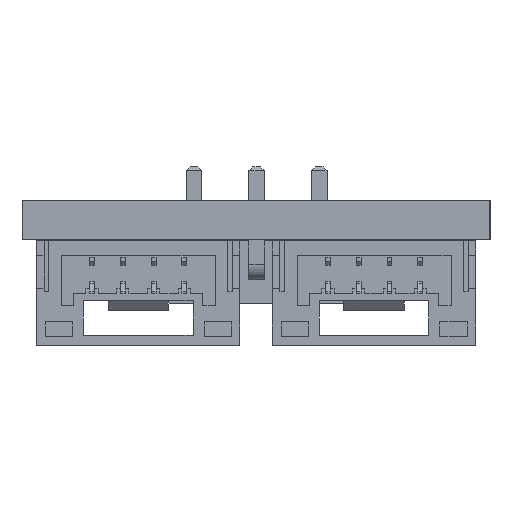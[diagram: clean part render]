
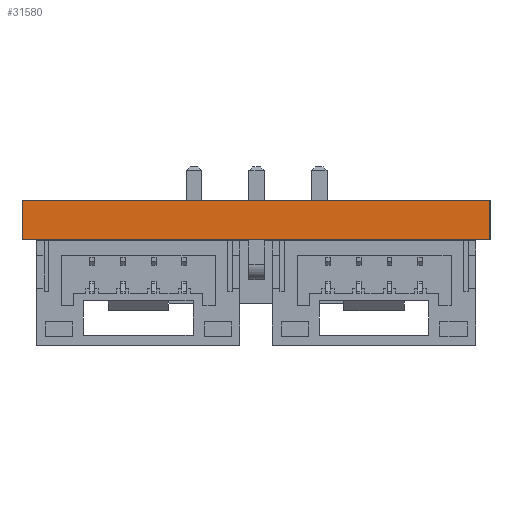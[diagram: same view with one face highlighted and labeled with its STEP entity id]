
A CAD part, left-side view. The second image highlights one B-rep face of the part: STEP entity #31580.
In plain terms, the highlighted planar face has unit normal (-1, 0, 0).
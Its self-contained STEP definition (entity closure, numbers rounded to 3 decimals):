
#31464 = EDGE_CURVE('',#31465,#31467,#31469,.T.);
#31465 = VERTEX_POINT('',#31466);
#31466 = CARTESIAN_POINT('',(-21.59,9.525,0.));
#31467 = VERTEX_POINT('',#31468);
#31468 = CARTESIAN_POINT('',(-21.59,9.525,1.6));
#31469 = SURFACE_CURVE('',#31470,(#31474,#31486),.PCURVE_S1.);
#31470 = LINE('',#31471,#31472);
#31471 = CARTESIAN_POINT('',(-21.59,9.525,0.));
#31472 = VECTOR('',#31473,1.);
#31473 = DIRECTION('',(0.,0.,1.));
#31474 = PCURVE('',#31475,#31480);
#31475 = PLANE('',#31476);
#31476 = AXIS2_PLACEMENT_3D('',#31477,#31478,#31479);
#31477 = CARTESIAN_POINT('',(-21.59,9.525,0.));
#31478 = DIRECTION('',(0.,1.,0.));
#31479 = DIRECTION('',(1.,0.,0.));
#31480 = DEFINITIONAL_REPRESENTATION('',(#31481),#31485);
#31481 = LINE('',#31482,#31483);
#31482 = CARTESIAN_POINT('',(0.,0.));
#31483 = VECTOR('',#31484,1.);
#31484 = DIRECTION('',(0.,-1.));
#31485 = ( GEOMETRIC_REPRESENTATION_CONTEXT(2) 
PARAMETRIC_REPRESENTATION_CONTEXT() REPRESENTATION_CONTEXT('2D SPACE',''
  ) );
#31486 = PCURVE('',#31487,#31492);
#31487 = PLANE('',#31488);
#31488 = AXIS2_PLACEMENT_3D('',#31489,#31490,#31491);
#31489 = CARTESIAN_POINT('',(-21.59,-9.475,0.));
#31490 = DIRECTION('',(-1.,0.,0.));
#31491 = DIRECTION('',(0.,1.,0.));
#31492 = DEFINITIONAL_REPRESENTATION('',(#31493),#31497);
#31493 = LINE('',#31494,#31495);
#31494 = CARTESIAN_POINT('',(19.,0.));
#31495 = VECTOR('',#31496,1.);
#31496 = DIRECTION('',(0.,-1.));
#31497 = ( GEOMETRIC_REPRESENTATION_CONTEXT(2) 
PARAMETRIC_REPRESENTATION_CONTEXT() REPRESENTATION_CONTEXT('2D SPACE',''
  ) );
#31515 = PLANE('',#31516);
#31516 = AXIS2_PLACEMENT_3D('',#31517,#31518,#31519);
#31517 = CARTESIAN_POINT('',(-2.84,0.025,1.6));
#31518 = DIRECTION('',(-0.,-0.,-1.));
#31519 = DIRECTION('',(-1.,0.,0.));
#31569 = PLANE('',#31570);
#31570 = AXIS2_PLACEMENT_3D('',#31571,#31572,#31573);
#31571 = CARTESIAN_POINT('',(-2.84,0.025,0.));
#31572 = DIRECTION('',(-0.,-0.,-1.));
#31573 = DIRECTION('',(-1.,0.,0.));
#31580 = ADVANCED_FACE('',(#31581),#31487,.T.);
#31581 = FACE_BOUND('',#31582,.T.);
#31582 = EDGE_LOOP('',(#31583,#31613,#31634,#31635));
#31583 = ORIENTED_EDGE('',*,*,#31584,.T.);
#31584 = EDGE_CURVE('',#31585,#31587,#31589,.T.);
#31585 = VERTEX_POINT('',#31586);
#31586 = CARTESIAN_POINT('',(-21.59,-9.475,0.));
#31587 = VERTEX_POINT('',#31588);
#31588 = CARTESIAN_POINT('',(-21.59,-9.475,1.6));
#31589 = SURFACE_CURVE('',#31590,(#31594,#31601),.PCURVE_S1.);
#31590 = LINE('',#31591,#31592);
#31591 = CARTESIAN_POINT('',(-21.59,-9.475,0.));
#31592 = VECTOR('',#31593,1.);
#31593 = DIRECTION('',(0.,0.,1.));
#31594 = PCURVE('',#31487,#31595);
#31595 = DEFINITIONAL_REPRESENTATION('',(#31596),#31600);
#31596 = LINE('',#31597,#31598);
#31597 = CARTESIAN_POINT('',(0.,0.));
#31598 = VECTOR('',#31599,1.);
#31599 = DIRECTION('',(0.,-1.));
#31600 = ( GEOMETRIC_REPRESENTATION_CONTEXT(2) 
PARAMETRIC_REPRESENTATION_CONTEXT() REPRESENTATION_CONTEXT('2D SPACE',''
  ) );
#31601 = PCURVE('',#31602,#31607);
#31602 = PLANE('',#31603);
#31603 = AXIS2_PLACEMENT_3D('',#31604,#31605,#31606);
#31604 = CARTESIAN_POINT('',(15.91,-9.475,0.));
#31605 = DIRECTION('',(0.,-1.,0.));
#31606 = DIRECTION('',(-1.,0.,0.));
#31607 = DEFINITIONAL_REPRESENTATION('',(#31608),#31612);
#31608 = LINE('',#31609,#31610);
#31609 = CARTESIAN_POINT('',(37.5,0.));
#31610 = VECTOR('',#31611,1.);
#31611 = DIRECTION('',(0.,-1.));
#31612 = ( GEOMETRIC_REPRESENTATION_CONTEXT(2) 
PARAMETRIC_REPRESENTATION_CONTEXT() REPRESENTATION_CONTEXT('2D SPACE',''
  ) );
#31613 = ORIENTED_EDGE('',*,*,#31614,.T.);
#31614 = EDGE_CURVE('',#31587,#31467,#31615,.T.);
#31615 = SURFACE_CURVE('',#31616,(#31620,#31627),.PCURVE_S1.);
#31616 = LINE('',#31617,#31618);
#31617 = CARTESIAN_POINT('',(-21.59,-9.475,1.6));
#31618 = VECTOR('',#31619,1.);
#31619 = DIRECTION('',(0.,1.,0.));
#31620 = PCURVE('',#31487,#31621);
#31621 = DEFINITIONAL_REPRESENTATION('',(#31622),#31626);
#31622 = LINE('',#31623,#31624);
#31623 = CARTESIAN_POINT('',(0.,-1.6));
#31624 = VECTOR('',#31625,1.);
#31625 = DIRECTION('',(1.,0.));
#31626 = ( GEOMETRIC_REPRESENTATION_CONTEXT(2) 
PARAMETRIC_REPRESENTATION_CONTEXT() REPRESENTATION_CONTEXT('2D SPACE',''
  ) );
#31627 = PCURVE('',#31515,#31628);
#31628 = DEFINITIONAL_REPRESENTATION('',(#31629),#31633);
#31629 = LINE('',#31630,#31631);
#31630 = CARTESIAN_POINT('',(18.75,-9.5));
#31631 = VECTOR('',#31632,1.);
#31632 = DIRECTION('',(0.,1.));
#31633 = ( GEOMETRIC_REPRESENTATION_CONTEXT(2) 
PARAMETRIC_REPRESENTATION_CONTEXT() REPRESENTATION_CONTEXT('2D SPACE',''
  ) );
#31634 = ORIENTED_EDGE('',*,*,#31464,.F.);
#31635 = ORIENTED_EDGE('',*,*,#31636,.F.);
#31636 = EDGE_CURVE('',#31585,#31465,#31637,.T.);
#31637 = SURFACE_CURVE('',#31638,(#31642,#31649),.PCURVE_S1.);
#31638 = LINE('',#31639,#31640);
#31639 = CARTESIAN_POINT('',(-21.59,-9.475,0.));
#31640 = VECTOR('',#31641,1.);
#31641 = DIRECTION('',(0.,1.,0.));
#31642 = PCURVE('',#31487,#31643);
#31643 = DEFINITIONAL_REPRESENTATION('',(#31644),#31648);
#31644 = LINE('',#31645,#31646);
#31645 = CARTESIAN_POINT('',(0.,0.));
#31646 = VECTOR('',#31647,1.);
#31647 = DIRECTION('',(1.,0.));
#31648 = ( GEOMETRIC_REPRESENTATION_CONTEXT(2) 
PARAMETRIC_REPRESENTATION_CONTEXT() REPRESENTATION_CONTEXT('2D SPACE',''
  ) );
#31649 = PCURVE('',#31569,#31650);
#31650 = DEFINITIONAL_REPRESENTATION('',(#31651),#31655);
#31651 = LINE('',#31652,#31653);
#31652 = CARTESIAN_POINT('',(18.75,-9.5));
#31653 = VECTOR('',#31654,1.);
#31654 = DIRECTION('',(0.,1.));
#31655 = ( GEOMETRIC_REPRESENTATION_CONTEXT(2) 
PARAMETRIC_REPRESENTATION_CONTEXT() REPRESENTATION_CONTEXT('2D SPACE',''
  ) );
